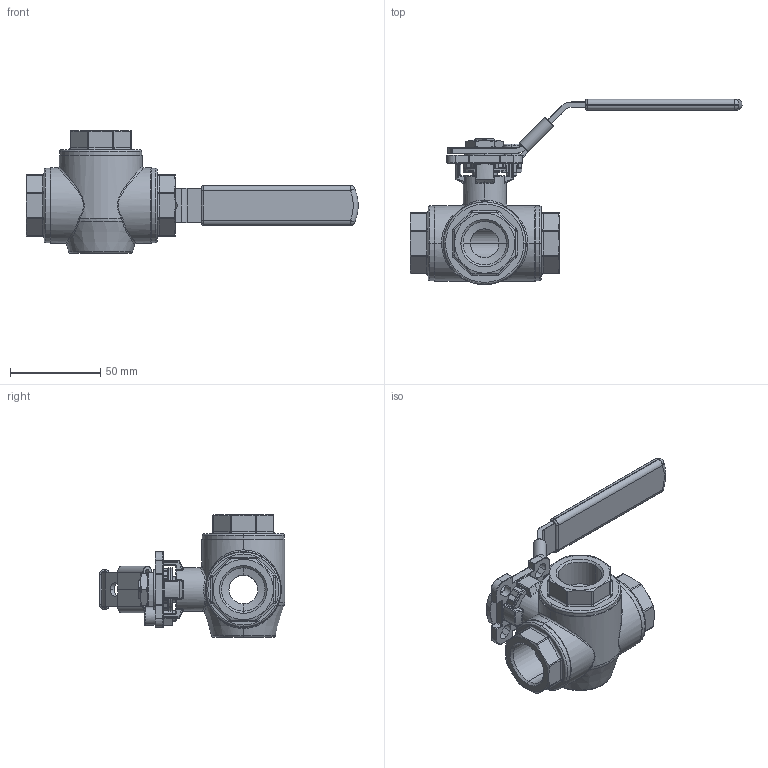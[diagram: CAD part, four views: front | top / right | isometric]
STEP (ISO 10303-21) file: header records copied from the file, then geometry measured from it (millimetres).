
FILE_DESCRIPTION (( 'STEP AP214' ), '1' );
FILE_NAME ('3W-034-00T-4 3-Wege-Kugelhahn 1803.STEP', '2018-03-19T10:26:04', ( '' ), ( '' ), 'SwSTEP 2.0', 'SolidWorks 2016', '' );
FILE_SCHEMA (( 'AUTOMOTIVE_DESIGN' ));
Length unit declared in the file: millimetre
Products named in the file (1): 3W-034-00T-4 3-Wege-Kugelhahn 1803
Bounding box: 184.43 x 103 x 68 mm (x, y, z)
Volume: 148066 mm3; surface area: 41006.8 mm2
Topology: 1 solids, 1 shells, 1283 faces, 3188 edges, 1909 vertices
Faces by surface type: plane 411, cylinder 348, bspline 230, torus 176, cone 62, sphere 56
Entity records: 53858 total; most frequent: CARTESIAN_POINT 21409, ORIENTED_EDGE 6288, DIRECTION 5684, EDGE_CURVE 3144, AXIS2_PLACEMENT_3D 2115, VERTEX_POINT 1907, LINE 1454, VECTOR 1454
